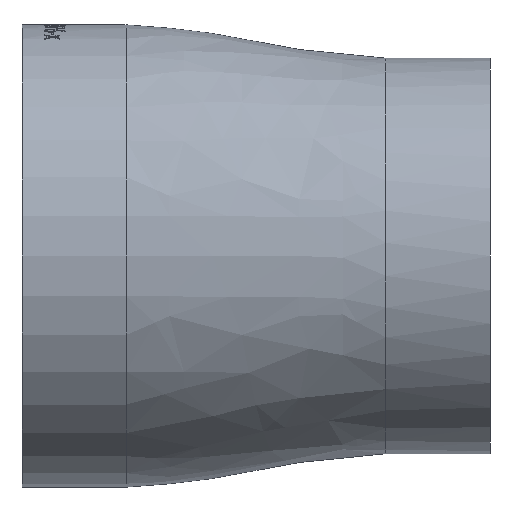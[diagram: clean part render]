
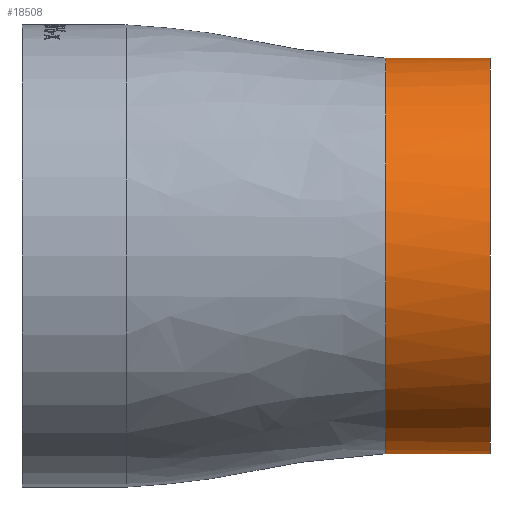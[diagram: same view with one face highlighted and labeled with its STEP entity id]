
A CAD part, front view. The second image highlights one B-rep face of the part: STEP entity #18508.
In plain terms, the highlighted cylindrical face has radius 38.05 mm (diameter 76.1 mm), a full revolution.
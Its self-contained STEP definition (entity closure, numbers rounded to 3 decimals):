
#119 = AXIS2_PLACEMENT_3D ( 'NONE', #5383, #14349, #966 ) ;
#474 = CARTESIAN_POINT ( 'NONE',  ( 70., 10.4, -38.05 ) ) ;
#567 = CARTESIAN_POINT ( 'NONE',  ( 70., -44.45, 21. ) ) ;
#628 = EDGE_LOOP ( 'NONE', ( #13496 ) ) ;
#868 = FACE_OUTER_BOUND ( 'NONE', #628, .T. ) ;
#966 = DIRECTION ( 'NONE',  ( 0., 0., 1. ) ) ;
#2247 = AXIS2_PLACEMENT_3D ( 'NONE', #4623, #8826, #10579 ) ;
#2581 = EDGE_LOOP ( 'NONE', ( #9304 ) ) ;
#4011 = CYLINDRICAL_SURFACE ( 'NONE', #119, 38.05 ) ;
#4196 = FACE_OUTER_BOUND ( 'NONE', #2581, .T. ) ;
#4344 = EDGE_CURVE ( 'NONE', #9412, #9412, #10691, .T. ) ;
#4623 = CARTESIAN_POINT ( 'NONE',  ( 90., -6.4, 0. ) ) ;
#5075 = CARTESIAN_POINT ( 'NONE',  ( 70., -27.4, 38.05 ) ) ;
#5175 = CARTESIAN_POINT ( 'NONE',  ( 70., -27.4, -38.05 ) ) ;
#5270 = CARTESIAN_POINT ( 'NONE',  ( 70., 30.581, -9.154 ) ) ;
#5383 = CARTESIAN_POINT ( 'NONE',  ( 64.827, -6.4, 0. ) ) ;
#6459 = CARTESIAN_POINT ( 'NONE',  ( 70., 31.191, 6.182 ) ) ;
#6553 = CARTESIAN_POINT ( 'NONE',  ( 70., 31.65, 0. ) ) ;
#6745 = CARTESIAN_POINT ( 'NONE',  ( 70., 25.564, 26.456 ) ) ;
#6838 = CARTESIAN_POINT ( 'NONE',  ( 70., -44.45, -21. ) ) ;
#8304 = EDGE_CURVE ( 'NONE', #18590, #18590, #15305, .T. ) ;
#8826 = DIRECTION ( 'NONE',  ( -1., 0., 0. ) ) ;
#9304 = ORIENTED_EDGE ( 'NONE', *, *, #4344, .T. ) ;
#9412 = VERTEX_POINT ( 'NONE', #12337 ) ;
#9750 = CARTESIAN_POINT ( 'NONE',  ( 70., 31.191, -6.182 ) ) ;
#10579 = DIRECTION ( 'NONE',  ( 0., 0., 1. ) ) ;
#10691 = CIRCLE ( 'NONE', #2247, 38.05 ) ;
#12337 = CARTESIAN_POINT ( 'NONE',  ( 90., -6.4, 38.05 ) ) ;
#12487 = CARTESIAN_POINT ( 'NONE',  ( 70., 25.564, -26.456 ) ) ;
#13496 = ORIENTED_EDGE ( 'NONE', *, *, #8304, .F. ) ;
#13852 = CARTESIAN_POINT ( 'NONE',  ( 70., 30.581, 9.154 ) ) ;
#14349 = DIRECTION ( 'NONE',  ( -1., 0., 0. ) ) ;
#15305 = B_SPLINE_CURVE_WITH_KNOTS ( 'NONE', 3,
 ( #6553, #18646, #18357, #9750, #5270, #12487, #474, #5175, #6838, #567, #5075, #17166, #6745, #13852, #6459, #17075, #15598, #17267 ),
 .UNSPECIFIED., .T., .F.,
 ( 4, 1, 1, 1, 1, 2, 2, 2, 1, 1, 1, 1, 4 ),
 ( 0., 0.012, 0.025, 0.038, 0.05, 0.25, 0.5, 0.75, 0.95, 0.963, 0.975, 0.988, 1. ),
 .UNSPECIFIED. ) ;
#15450 = CARTESIAN_POINT ( 'NONE',  ( 70., 31.65, 0. ) ) ;
#15598 = CARTESIAN_POINT ( 'NONE',  ( 70., 31.65, 1.05 ) ) ;
#17075 = CARTESIAN_POINT ( 'NONE',  ( 70., 31.565, 3.13 ) ) ;
#17166 = CARTESIAN_POINT ( 'NONE',  ( 70., 10.4, 38.05 ) ) ;
#17267 = CARTESIAN_POINT ( 'NONE',  ( 70., 31.65, 0. ) ) ;
#18357 = CARTESIAN_POINT ( 'NONE',  ( 70., 31.565, -3.13 ) ) ;
#18508 = ADVANCED_FACE ( 'NONE', ( #4196, #868 ), #4011, .T. ) ;
#18590 = VERTEX_POINT ( 'NONE', #15450 ) ;
#18646 = CARTESIAN_POINT ( 'NONE',  ( 70., 31.65, -1.05 ) ) ;
